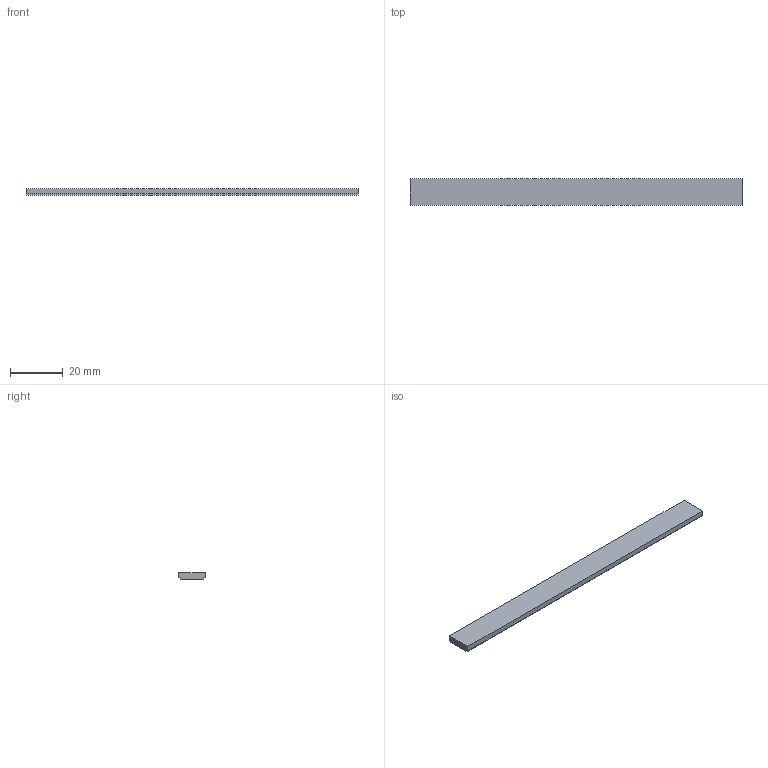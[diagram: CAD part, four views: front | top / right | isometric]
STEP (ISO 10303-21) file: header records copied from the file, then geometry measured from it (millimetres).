
FILE_DESCRIPTION((''),'2;1');
FILE_NAME('1191274-01-Z02','2021-05-31T09:10:08',('AT10150'),(''),'CREO PARAMETRIC BY PTC INC, 2019164','CREO PARAMETRIC BY PTC INC, 2019164','');
FILE_SCHEMA(('AUTOMOTIVE_DESIGN { 1 0 10303 214 1 1 1 1 }'));
Length unit declared in the file: millimetre
Products named in the file (1): 1191274-01-Z02
Bounding box: 126 x 10 x 2.64 mm (x, y, z)
Volume: 3245.8 mm3; surface area: 3236.8 mm2
Topology: 1 solids, 1 shells, 10 faces, 40 edges, 36 vertices
Faces by surface type: plane 10
Entity records: 616 total; most frequent: CARTESIAN_POINT 69, DIRECTION 62, ORIENTED_EDGE 48, PRESENTATION_STYLE_ASSIGNMENT 41, STYLED_ITEM 41, VECTOR 40, LINE 40, CURVE_STYLE 40
